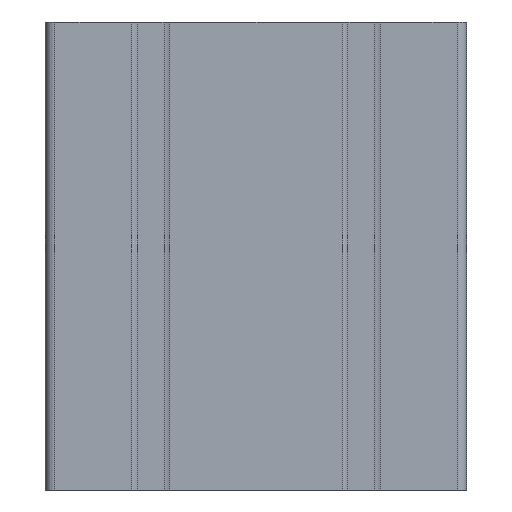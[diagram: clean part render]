
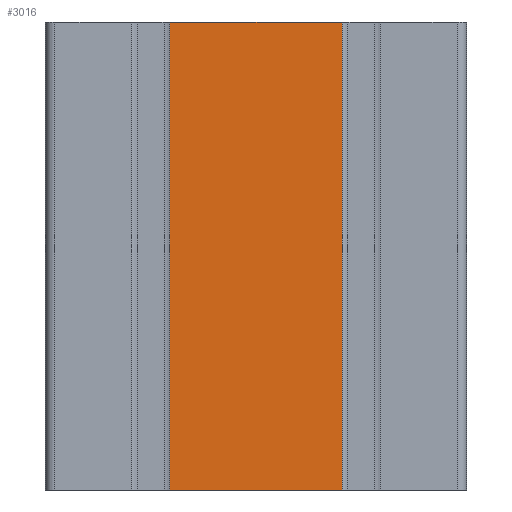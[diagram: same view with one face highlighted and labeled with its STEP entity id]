
A CAD part, left-side view. The second image highlights one B-rep face of the part: STEP entity #3016.
In plain terms, the highlighted planar face has unit normal (-1, 0, 0).
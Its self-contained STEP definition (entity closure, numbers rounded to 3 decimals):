
#498=CARTESIAN_POINT('',(-90.0,-18.4,0.0));
#499=VERTEX_POINT('',#498);
#514=CARTESIAN_POINT('',(-90.0,-18.4,100.0));
#515=VERTEX_POINT('',#514);
#522=CARTESIAN_POINT('',(-90.0,-18.4,0.0));
#523=DIRECTION('',(0.0,0.0,1.0));
#524=VECTOR('',#523,100.0);
#525=LINE('',#522,#524);
#526=EDGE_CURVE('',#499,#515,#525,.T.);
#598=CARTESIAN_POINT('',(-90.0,18.4,0.0));
#599=VERTEX_POINT('',#598);
#600=CARTESIAN_POINT('',(-90.0,-18.4,0.0));
#601=DIRECTION('',(0.0,1.0,0.0));
#602=VECTOR('',#601,36.8);
#603=LINE('',#600,#602);
#604=EDGE_CURVE('',#499,#599,#603,.T.);
#2993=CARTESIAN_POINT('',(-90.0,26.6,0.0));
#2994=DIRECTION('',(-1.0,0.0,0.0));
#2995=DIRECTION('',(0.0,0.0,1.0));
#2996=AXIS2_PLACEMENT_3D('',#2993,#2994,#2995);
#2997=PLANE('',#2996);
#2998=ORIENTED_EDGE('',*,*,#526,.T.);
#2999=CARTESIAN_POINT('',(-90.0,18.4,100.0));
#3000=VERTEX_POINT('',#2999);
#3001=CARTESIAN_POINT('',(-90.0,-18.4,100.0));
#3002=DIRECTION('',(0.0,1.0,0.0));
#3003=VECTOR('',#3002,36.8);
#3004=LINE('',#3001,#3003);
#3005=EDGE_CURVE('',#515,#3000,#3004,.T.);
#3006=ORIENTED_EDGE('',*,*,#3005,.T.);
#3007=CARTESIAN_POINT('',(-90.0,18.4,100.0));
#3008=DIRECTION('',(0.0,0.0,-1.0));
#3009=VECTOR('',#3008,100.0);
#3010=LINE('',#3007,#3009);
#3011=EDGE_CURVE('',#3000,#599,#3010,.T.);
#3012=ORIENTED_EDGE('',*,*,#3011,.T.);
#3013=ORIENTED_EDGE('',*,*,#604,.F.);
#3014=EDGE_LOOP('',(#2998,#3006,#3012,#3013));
#3015=FACE_OUTER_BOUND('',#3014,.T.);
#3016=ADVANCED_FACE('',(#3015),#2997,.T.);
